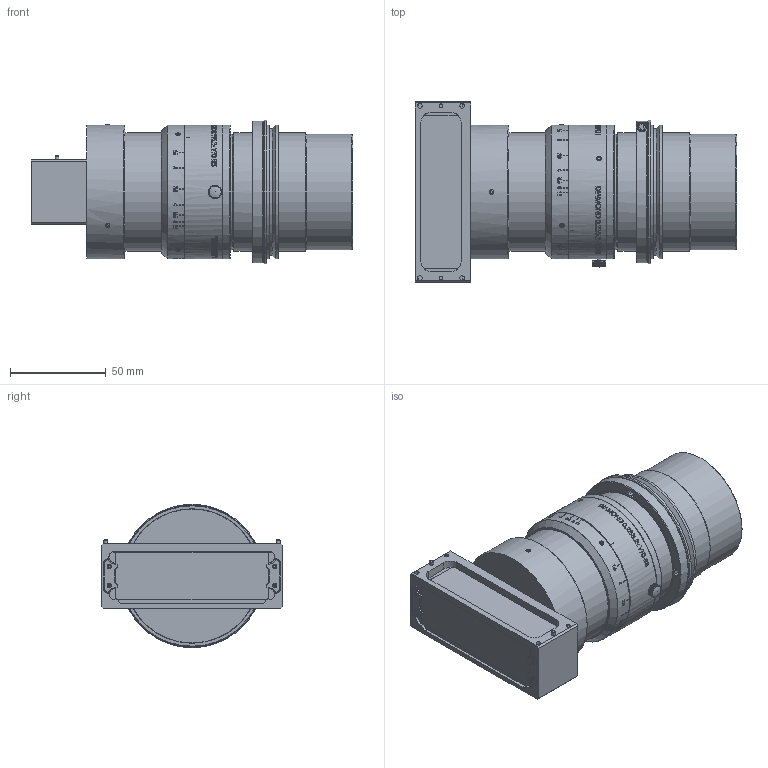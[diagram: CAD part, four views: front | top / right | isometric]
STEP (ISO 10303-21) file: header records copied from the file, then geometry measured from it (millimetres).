
FILE_DESCRIPTION(/* description */ (''),/* implementation_level */ '2;1');
FILE_NAME(/* name */ '1081873_00149551_003.stp',/* time_stamp */ '2022-09-01T07:26:08+02:00',/* author */ (''),/* organization */ (''),/* preprocessor_version */ 'ST-DEVELOPER v16',/* originating_system */ 'SIEMENS PLM Software NX 10.0',/* authorisation */ '');
FILE_SCHEMA (('AP203_CONFIGURATION_CONTROLLED_3D_DESIGN_OF_MECHANICAL_PARTS_AND_ASSEMBLIES_MIM_LF { 1 0 10303 403 2 1 2}'));
Length unit declared in the file: millimetre
Products named in the file (1): Guge99B81CFBim4z
Bounding box: 168.1 x 95 x 75 mm (x, y, z)
Volume: 538407.4 mm3; surface area: 64132.4 mm2
Topology: 1 solids, 6 shells, 880 faces, 2732 edges, 2094 vertices
Faces by surface type: plane 471, cylinder 320, cone 57, extrusion 26, torus 4, sphere 2
Full cylindrical faces by diameter (mm): 1.183 x1, 1.2 x2, 1.4 x2, 1.5 x4, 2 x5, 2.05 x4, 2.4 x4, 2.5 x1, 2.8 x1, 3 x1, 4.5 x1, 49.8 x1, 50.4 x1, 52 x1, 54 x1, 55 x1, 56.2 x1, 57.3 x1, 58.2 x2, 60.6 x2, 62 x3, 62.1 x1, 62.3 x1, 63.6 x1, 66.4 x1, 70 x8, 75 x1
Entity records: 36528 total; most frequent: CARTESIAN_POINT 13853, ORIENTED_EDGE 5116, DIRECTION 3645, EDGE_CURVE 2586, VERTEX_POINT 2048, AXIS2_PLACEMENT_3D 1295, EDGE_LOOP 1243, B_SPLINE_CURVE_WITH_KNOTS 1105
